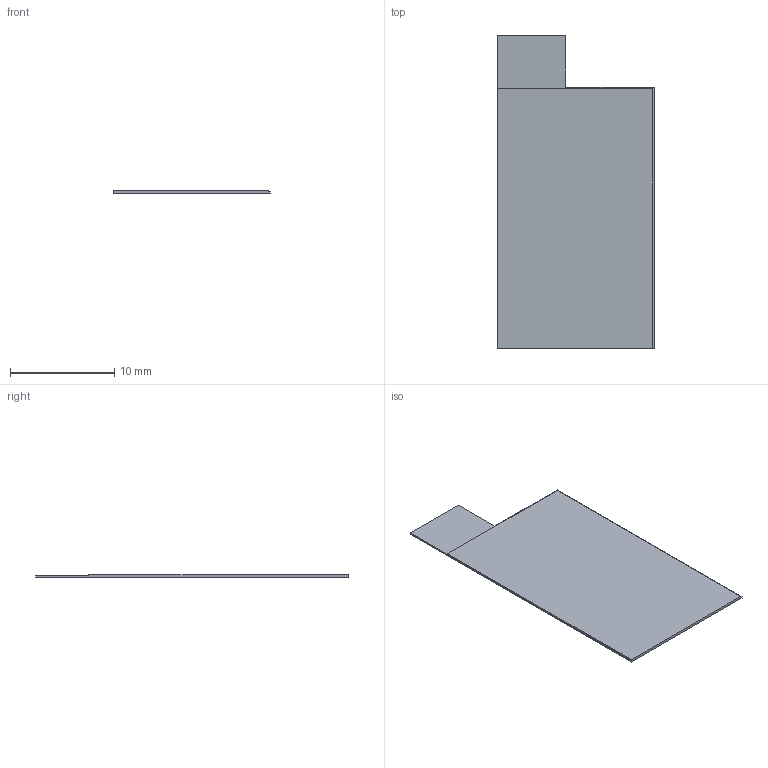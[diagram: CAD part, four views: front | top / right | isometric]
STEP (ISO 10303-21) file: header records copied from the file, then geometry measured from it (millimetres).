
FILE_DESCRIPTION((''),'2;1');
FILE_NAME('1462360101','2017-05-31T',('ghp'),(''),'PRO/ENGINEER BY PARAMETRIC TECHNOLOGY CORPORATION, 2012310','PRO/ENGINEER BY PARAMETRIC TECHNOLOGY CORPORATION, 2012310','');
FILE_SCHEMA(('CONFIG_CONTROL_DESIGN'));
Length unit declared in the file: millimetre
Products named in the file (1): 1462360101
Bounding box: 15 x 29.94 x 0.27 mm (x, y, z)
Volume: 106.1 mm3; surface area: 837.6 mm2
Topology: 1 solids, 1 shells, 11 faces, 35 edges, 26 vertices
Faces by surface type: plane 11
Entity records: 418 total; most frequent: CARTESIAN_POINT 65, DIRECTION 59, ORIENTED_EDGE 54, VECTOR 35, LINE 35, EDGE_CURVE 27, VERTEX_POINT 18, AXIS2_PLACEMENT_3D 12
